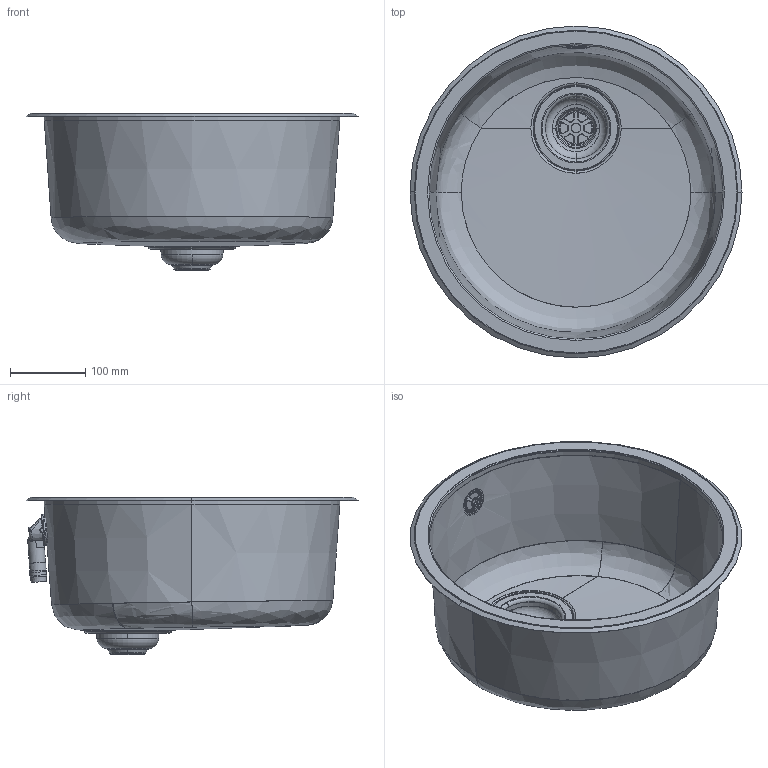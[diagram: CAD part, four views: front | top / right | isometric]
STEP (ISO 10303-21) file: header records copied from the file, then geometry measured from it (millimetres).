
FILE_DESCRIPTION(/* description */ ('AP214 STEP file'),/* implementation_level */ '2;1');
FILE_NAME(/* name */ '31720SD0_out.stp',/* time_stamp */ '2024-12-18T11:40:35+01:00',/* author */ (''),/* organization */ (''),/* preprocessor_version */ 'ST-DEVELOPER v18.1',/* originating_system */ 'Elysium Co. Ltd. STEP Translator v8.3.0.0',/* authorisation */ '');
FILE_SCHEMA (('AUTOMOTIVE_DESIGN { 1 0 10303 214 3 1 1 }'));
Length unit declared in the file: millimetre
Products named in the file (7): Group47; Group48; Group49; Group50; Group51; Group52; 31720SD0
Assembly tree (6 placements, depth 2):
  31720SD0
    Group47
    Group48
    Group49
    Group50
    Group51
    Group52
Bounding box: 440 x 440 x 208.81 mm (x, y, z)
Volume: 288814.5 mm3; surface area: 702845.4 mm2
Topology: 6 solids, 7 shells, 491 faces, 1235 edges, 758 vertices
Faces by surface type: cone 136, torus 115, cylinder 82, plane 79, bspline 54, sphere 14, revolution 11
Entity records: 14666 total; most frequent: CARTESIAN_POINT 4338, ORIENTED_EDGE 2462, EDGE_CURVE 1231, AXIS2_PLACEMENT_3D 981, STYLED_ITEM 906, VERTEX_POINT 758, CIRCLE 623, EDGE_LOOP 527
